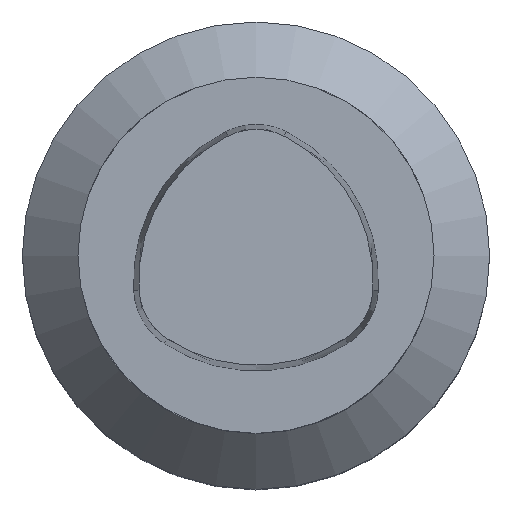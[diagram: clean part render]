
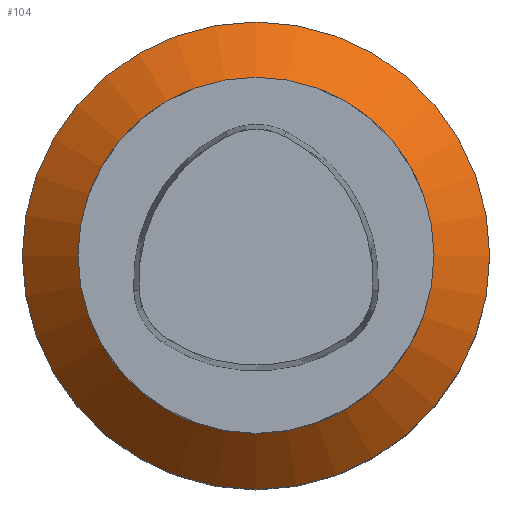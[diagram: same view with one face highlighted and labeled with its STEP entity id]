
A CAD part, top view. The second image highlights one B-rep face of the part: STEP entity #104.
In plain terms, the highlighted conical face has half-angle 45 degrees and reference radius 21 mm.
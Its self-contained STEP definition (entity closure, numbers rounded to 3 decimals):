
#40=CONICAL_SURFACE('',#487,21.,45.);
#64=FACE_BOUND('',#180,.T.);
#65=FACE_BOUND('',#181,.T.);
#67=CIRCLE('',#475,16.);
#70=CIRCLE('',#480,21.);
#104=ADVANCED_FACE('',(#64,#65),#40,.T.);
#180=EDGE_LOOP('',(#294));
#181=EDGE_LOOP('',(#295));
#294=ORIENTED_EDGE('',*,*,#392,.T.);
#295=ORIENTED_EDGE('',*,*,#395,.F.);
#349=VERTEX_POINT('',#711);
#352=VERTEX_POINT('',#719);
#392=EDGE_CURVE('',#349,#349,#67,.T.);
#395=EDGE_CURVE('',#352,#352,#70,.T.);
#475=AXIS2_PLACEMENT_3D('',#710,#578,#579);
#480=AXIS2_PLACEMENT_3D('',#718,#588,#589);
#487=AXIS2_PLACEMENT_3D('',#728,#602,#603);
#578=DIRECTION('',(0.,0.,-1.));
#579=DIRECTION('',(-1.,0.,0.));
#588=DIRECTION('',(0.,0.,-1.));
#589=DIRECTION('',(1.,0.,0.));
#602=DIRECTION('',(0.,0.,-1.));
#603=DIRECTION('',(-1.,0.,0.));
#710=CARTESIAN_POINT('',(0.,0.,-15.));
#711=CARTESIAN_POINT('',(-16.,0.,-15.));
#718=CARTESIAN_POINT('',(0.,0.,-20.));
#719=CARTESIAN_POINT('',(21.,0.,-20.));
#728=CARTESIAN_POINT('',(0.,0.,-20.));
